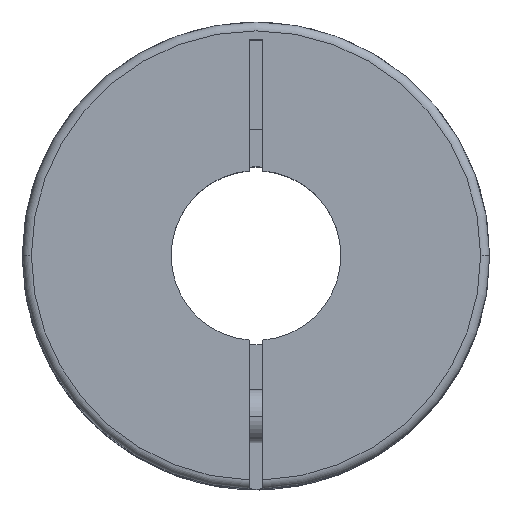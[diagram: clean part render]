
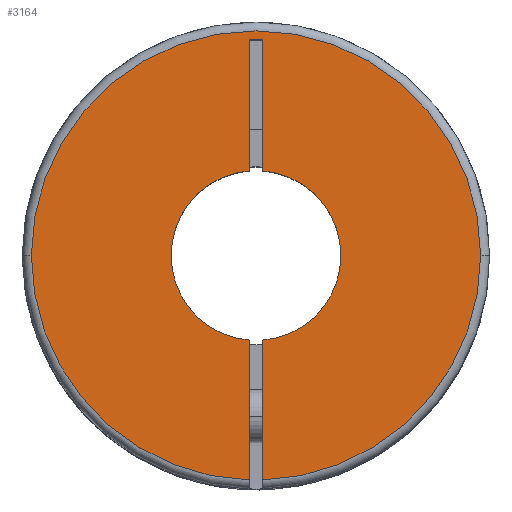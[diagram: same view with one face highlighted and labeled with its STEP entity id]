
A CAD part, top view. The second image highlights one B-rep face of the part: STEP entity #3164.
In plain terms, the highlighted planar face has unit normal (0, 0, 1).
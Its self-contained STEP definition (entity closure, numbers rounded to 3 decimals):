
#21 = CIRCLE ( 'NONE', #921, 12.6 ) ;
#86 = CARTESIAN_POINT ( 'NONE',  ( 12.6, 0., 0. ) ) ;
#88 = VERTEX_POINT ( 'NONE', #2164 ) ;
#122 = ORIENTED_EDGE ( 'NONE', *, *, #1833, .F. ) ;
#180 = LINE ( 'NONE', #1823, #634 ) ;
#188 = CARTESIAN_POINT ( 'NONE',  ( -0.375, 12.1, 0. ) ) ;
#191 = EDGE_CURVE ( 'NONE', #88, #3473, #180, .T. ) ;
#234 = AXIS2_PLACEMENT_3D ( 'NONE', #2101, #2788, #3391 ) ;
#302 = VECTOR ( 'NONE', #1609, 1000. ) ;
#305 = EDGE_CURVE ( 'NONE', #3403, #1944, #2379, .T. ) ;
#325 = CARTESIAN_POINT ( 'NONE',  ( -0.375, -4.748, 0. ) ) ;
#328 = VERTEX_POINT ( 'NONE', #2781 ) ;
#427 = CARTESIAN_POINT ( 'NONE',  ( 0., 0., 0. ) ) ;
#460 = EDGE_CURVE ( 'NONE', #812, #88, #21, .T. ) ;
#592 = CARTESIAN_POINT ( 'NONE',  ( 0.375, -13.1, 0. ) ) ;
#605 = EDGE_CURVE ( 'NONE', #4207, #3403, #2327, .T. ) ;
#634 = VECTOR ( 'NONE', #3197, 1000. ) ;
#720 = AXIS2_PLACEMENT_3D ( 'NONE', #427, #3376, #2024 ) ;
#781 = DIRECTION ( 'NONE',  ( 0., -1., 0. ) ) ;
#812 = VERTEX_POINT ( 'NONE', #86 ) ;
#893 = DIRECTION ( 'NONE',  ( -1., 0., 0. ) ) ;
#921 = AXIS2_PLACEMENT_3D ( 'NONE', #4195, #3145, #4169 ) ;
#944 = CIRCLE ( 'NONE', #3773, 4.763 ) ;
#1009 = CIRCLE ( 'NONE', #234, 4.763 ) ;
#1049 = ORIENTED_EDGE ( 'NONE', *, *, #460, .F. ) ;
#1066 = CARTESIAN_POINT ( 'NONE',  ( 0.375, 12.1, 0. ) ) ;
#1129 = CARTESIAN_POINT ( 'NONE',  ( 0.375, -4.748, 0. ) ) ;
#1135 = EDGE_CURVE ( 'NONE', #4207, #3473, #3851, .T. ) ;
#1147 = AXIS2_PLACEMENT_3D ( 'NONE', #1347, #2308, #893 ) ;
#1160 = ORIENTED_EDGE ( 'NONE', *, *, #605, .F. ) ;
#1313 = EDGE_LOOP ( 'NONE', ( #122, #2344, #2675, #2913, #3783, #1940, #1160, #3892, #3767, #1049, #1423 ) ) ;
#1347 = CARTESIAN_POINT ( 'NONE',  ( 0., 0., 0. ) ) ;
#1414 = DIRECTION ( 'NONE',  ( -1., 0., 0. ) ) ;
#1423 = ORIENTED_EDGE ( 'NONE', *, *, #2126, .F. ) ;
#1529 = CARTESIAN_POINT ( 'NONE',  ( 0., 0., 0. ) ) ;
#1545 = CARTESIAN_POINT ( 'NONE',  ( -4.763, 0., 0. ) ) ;
#1605 = VERTEX_POINT ( 'NONE', #1992 ) ;
#1609 = DIRECTION ( 'NONE',  ( 0., -1., 0. ) ) ;
#1823 = CARTESIAN_POINT ( 'NONE',  ( 0.375, -13.1, 0. ) ) ;
#1833 = EDGE_CURVE ( 'NONE', #1605, #328, #1999, .T. ) ;
#1910 = VERTEX_POINT ( 'NONE', #325 ) ;
#1940 = ORIENTED_EDGE ( 'NONE', *, *, #305, .F. ) ;
#1944 = VERTEX_POINT ( 'NONE', #3135 ) ;
#1945 = LINE ( 'NONE', #4284, #302 ) ;
#1965 = CARTESIAN_POINT ( 'NONE',  ( 0.375, 12.1, 0. ) ) ;
#1992 = CARTESIAN_POINT ( 'NONE',  ( -0.375, -12.594, 0. ) ) ;
#1993 = EDGE_CURVE ( 'NONE', #1944, #3875, #3181, .T. ) ;
#1999 = CIRCLE ( 'NONE', #4119, 12.6 ) ;
#2024 = DIRECTION ( 'NONE',  ( 0., -1., 0. ) ) ;
#2078 = VERTEX_POINT ( 'NONE', #1545 ) ;
#2101 = CARTESIAN_POINT ( 'NONE',  ( 0., 0., 0. ) ) ;
#2126 = EDGE_CURVE ( 'NONE', #328, #812, #2827, .T. ) ;
#2164 = CARTESIAN_POINT ( 'NONE',  ( 0.375, -12.594, 0. ) ) ;
#2308 = DIRECTION ( 'NONE',  ( 0., 0., -1. ) ) ;
#2327 = LINE ( 'NONE', #592, #3757 ) ;
#2338 = EDGE_CURVE ( 'NONE', #1910, #1605, #1945, .T. ) ;
#2344 = ORIENTED_EDGE ( 'NONE', *, *, #2338, .F. ) ;
#2371 = FACE_OUTER_BOUND ( 'NONE', #1313, .T. ) ;
#2379 = LINE ( 'NONE', #1066, #3073 ) ;
#2564 = DIRECTION ( 'NONE',  ( -1., 0., 0. ) ) ;
#2668 = CARTESIAN_POINT ( 'NONE',  ( 0., 0., 0. ) ) ;
#2675 = ORIENTED_EDGE ( 'NONE', *, *, #2875, .T. ) ;
#2711 = CARTESIAN_POINT ( 'NONE',  ( 0., 0., 0. ) ) ;
#2750 = DIRECTION ( 'NONE',  ( -1., 0., 0. ) ) ;
#2757 = AXIS2_PLACEMENT_3D ( 'NONE', #2668, #3715, #2750 ) ;
#2781 = CARTESIAN_POINT ( 'NONE',  ( -12.6, 0., 0. ) ) ;
#2788 = DIRECTION ( 'NONE',  ( 0., 0., -1. ) ) ;
#2827 = CIRCLE ( 'NONE', #1147, 12.6 ) ;
#2875 = EDGE_CURVE ( 'NONE', #1910, #2078, #944, .T. ) ;
#2913 = ORIENTED_EDGE ( 'NONE', *, *, #3556, .T. ) ;
#3073 = VECTOR ( 'NONE', #3383, 1000. ) ;
#3135 = CARTESIAN_POINT ( 'NONE',  ( -0.375, 12.1, 0. ) ) ;
#3145 = DIRECTION ( 'NONE',  ( 0., 0., -1. ) ) ;
#3164 = ADVANCED_FACE ( 'NONE', ( #2371 ), #4033, .F. ) ;
#3181 = LINE ( 'NONE', #188, #4190 ) ;
#3197 = DIRECTION ( 'NONE',  ( 0., 1., 0. ) ) ;
#3352 = DIRECTION ( 'NONE',  ( 0., 0., -1. ) ) ;
#3376 = DIRECTION ( 'NONE',  ( 0., 0., -1. ) ) ;
#3383 = DIRECTION ( 'NONE',  ( -1., 0., 0. ) ) ;
#3391 = DIRECTION ( 'NONE',  ( -1., 0., 0. ) ) ;
#3403 = VERTEX_POINT ( 'NONE', #1965 ) ;
#3464 = CARTESIAN_POINT ( 'NONE',  ( -0.375, 4.748, 0. ) ) ;
#3473 = VERTEX_POINT ( 'NONE', #1129 ) ;
#3556 = EDGE_CURVE ( 'NONE', #2078, #3875, #1009, .T. ) ;
#3635 = DIRECTION ( 'NONE',  ( 0., 1., 0. ) ) ;
#3715 = DIRECTION ( 'NONE',  ( 0., 0., -1. ) ) ;
#3757 = VECTOR ( 'NONE', #3635, 1000. ) ;
#3767 = ORIENTED_EDGE ( 'NONE', *, *, #191, .F. ) ;
#3773 = AXIS2_PLACEMENT_3D ( 'NONE', #1529, #4191, #2564 ) ;
#3783 = ORIENTED_EDGE ( 'NONE', *, *, #1993, .F. ) ;
#3851 = CIRCLE ( 'NONE', #2757, 4.763 ) ;
#3875 = VERTEX_POINT ( 'NONE', #3464 ) ;
#3892 = ORIENTED_EDGE ( 'NONE', *, *, #1135, .T. ) ;
#4033 = PLANE ( 'NONE',  #720 ) ;
#4119 = AXIS2_PLACEMENT_3D ( 'NONE', #2711, #3352, #1414 ) ;
#4169 = DIRECTION ( 'NONE',  ( -1., 0., 0. ) ) ;
#4176 = CARTESIAN_POINT ( 'NONE',  ( 0.375, 4.748, 0. ) ) ;
#4190 = VECTOR ( 'NONE', #781, 1000. ) ;
#4191 = DIRECTION ( 'NONE',  ( 0., 0., -1. ) ) ;
#4195 = CARTESIAN_POINT ( 'NONE',  ( 0., 0., 0. ) ) ;
#4207 = VERTEX_POINT ( 'NONE', #4176 ) ;
#4284 = CARTESIAN_POINT ( 'NONE',  ( -0.375, 12.1, 0. ) ) ;
